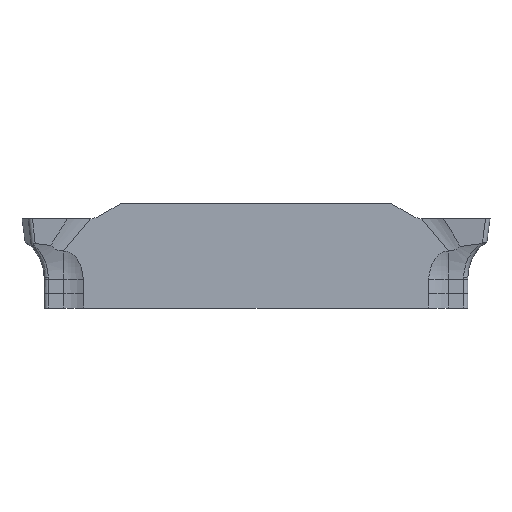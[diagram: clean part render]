
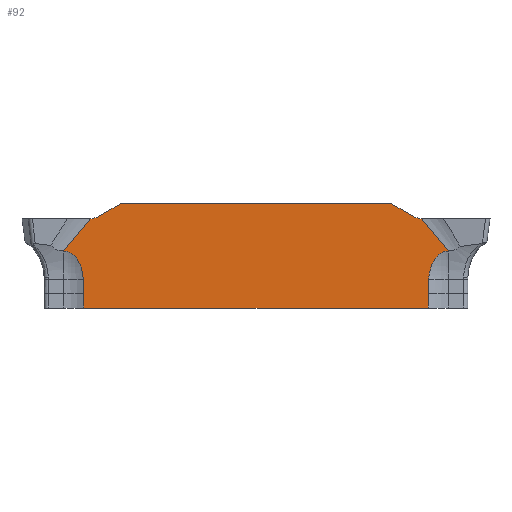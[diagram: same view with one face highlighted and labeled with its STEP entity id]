
A CAD part, left-side view. The second image highlights one B-rep face of the part: STEP entity #92.
In plain terms, the highlighted planar face has unit normal (-1, 0, 0).
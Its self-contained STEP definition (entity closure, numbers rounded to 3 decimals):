
#92=ADVANCED_FACE('',(#184),#160,.T.);
#160=PLANE('',#1415);
#184=FACE_OUTER_BOUND('',#252,.T.);
#252=EDGE_LOOP('',(#323,#324,#325,#326,#327,#328,#329,#330,#331,#332,#333,
#334,#335,#336));
#323=ORIENTED_EDGE('',*,*,#791,.F.);
#324=ORIENTED_EDGE('',*,*,#792,.T.);
#325=ORIENTED_EDGE('',*,*,#793,.F.);
#326=ORIENTED_EDGE('',*,*,#794,.T.);
#327=ORIENTED_EDGE('',*,*,#795,.T.);
#328=ORIENTED_EDGE('',*,*,#796,.T.);
#329=ORIENTED_EDGE('',*,*,#790,.F.);
#330=ORIENTED_EDGE('',*,*,#797,.T.);
#331=ORIENTED_EDGE('',*,*,#798,.F.);
#332=ORIENTED_EDGE('',*,*,#799,.F.);
#333=ORIENTED_EDGE('',*,*,#800,.F.);
#334=ORIENTED_EDGE('',*,*,#801,.F.);
#335=ORIENTED_EDGE('',*,*,#802,.F.);
#336=ORIENTED_EDGE('',*,*,#803,.T.);
#676=VERTEX_POINT('',#1944);
#678=VERTEX_POINT('',#1948);
#679=VERTEX_POINT('',#1952);
#680=VERTEX_POINT('',#1953);
#681=VERTEX_POINT('',#1958);
#682=VERTEX_POINT('',#1975);
#683=VERTEX_POINT('',#1977);
#684=VERTEX_POINT('',#1979);
#685=VERTEX_POINT('',#1982);
#686=VERTEX_POINT('',#1984);
#687=VERTEX_POINT('',#1986);
#688=VERTEX_POINT('',#2003);
#689=VERTEX_POINT('',#2008);
#690=VERTEX_POINT('',#2010);
#790=EDGE_CURVE('',#678,#676,#1167,.T.);
#791=EDGE_CURVE('',#679,#680,#1168,.T.);
#792=EDGE_CURVE('',#679,#681,#977,.T.);
#793=EDGE_CURVE('',#682,#681,#978,.T.);
#794=EDGE_CURVE('',#682,#683,#1169,.T.);
#795=EDGE_CURVE('',#683,#684,#1035,.T.);
#796=EDGE_CURVE('',#684,#676,#1170,.T.);
#797=EDGE_CURVE('',#678,#685,#1171,.T.);
#798=EDGE_CURVE('',#686,#685,#1036,.T.);
#799=EDGE_CURVE('',#687,#686,#1172,.T.);
#800=EDGE_CURVE('',#688,#687,#979,.T.);
#801=EDGE_CURVE('',#689,#688,#980,.T.);
#802=EDGE_CURVE('',#690,#689,#1173,.T.);
#803=EDGE_CURVE('',#690,#680,#1174,.T.);
#977=B_SPLINE_CURVE_WITH_KNOTS('',3,(#1954,#1955,#1956,#1957),
 .UNSPECIFIED.,.F.,.F.,(4,4),(0.,1.),.UNSPECIFIED.);
#978=B_SPLINE_CURVE_WITH_KNOTS('',3,(#1959,#1960,#1961,#1962,#1963,#1964,
#1965,#1966,#1967,#1968,#1969,#1970,#1971,#1972,#1973,#1974),
 .UNSPECIFIED.,.F.,.F.,(4,3,3,3,3,4),(0.,0.137,0.273,
0.468,0.758,1.),.UNSPECIFIED.);
#979=B_SPLINE_CURVE_WITH_KNOTS('',3,(#1987,#1988,#1989,#1990,#1991,#1992,
#1993,#1994,#1995,#1996,#1997,#1998,#1999,#2000,#2001,#2002),
 .UNSPECIFIED.,.F.,.F.,(4,3,3,3,3,4),(0.,0.334,0.588,
0.759,0.896,1.),.UNSPECIFIED.);
#980=B_SPLINE_CURVE_WITH_KNOTS('',3,(#2004,#2005,#2006,#2007),
 .UNSPECIFIED.,.F.,.F.,(4,4),(0.,1.),.UNSPECIFIED.);
#1035=CIRCLE('',#1413,0.8);
#1036=CIRCLE('',#1414,0.8);
#1167=LINE('',#1949,#1255);
#1168=LINE('',#1951,#1256);
#1169=LINE('',#1976,#1257);
#1170=LINE('',#1980,#1258);
#1171=LINE('',#1981,#1259);
#1172=LINE('',#1985,#1260);
#1173=LINE('',#2009,#1261);
#1174=LINE('',#2011,#1262);
#1255=VECTOR('',#1555,1.);
#1256=VECTOR('',#1558,1.);
#1257=VECTOR('',#1559,1.);
#1258=VECTOR('',#1562,1.);
#1259=VECTOR('',#1563,1.);
#1260=VECTOR('',#1566,1.);
#1261=VECTOR('',#1567,1.);
#1262=VECTOR('',#1568,1.);
#1413=AXIS2_PLACEMENT_3D('',#1978,#1560,#1561);
#1414=AXIS2_PLACEMENT_3D('',#1983,#1564,#1565);
#1415=AXIS2_PLACEMENT_3D('',#2012,#1569,#1570);
#1555=DIRECTION('',(0.,-1.,0.));
#1558=DIRECTION('',(0.,0.,-1.));
#1559=DIRECTION('',(0.,0.643,0.766));
#1560=DIRECTION('',(1.,0.,0.));
#1561=DIRECTION('',(0.,0.03,-1.));
#1562=DIRECTION('',(0.,0.866,0.5));
#1563=DIRECTION('',(0.,0.866,-0.5));
#1564=DIRECTION('',(-1.,0.,0.));
#1565=DIRECTION('',(0.,-0.03,-1.));
#1566=DIRECTION('',(0.,-0.643,0.766));
#1567=DIRECTION('',(0.,0.,1.));
#1568=DIRECTION('',(0.,-1.,0.));
#1569=DIRECTION('',(-1.,0.,0.));
#1570=DIRECTION('',(0.,1.,0.));
#1944=CARTESIAN_POINT('',(-1.,3.971,0.708));
#1948=CARTESIAN_POINT('',(-1.,17.034,0.708));
#1949=CARTESIAN_POINT('',(-1.,17.034,0.708));
#1951=CARTESIAN_POINT('',(-1.,2.213,-3.602));
#1952=CARTESIAN_POINT('',(-1.,2.213,-3.602));
#1953=CARTESIAN_POINT('',(-1.,2.213,-4.3));
#1954=CARTESIAN_POINT('',(-1.,2.213,-3.602));
#1955=CARTESIAN_POINT('',(-1.,2.206,-3.377));
#1956=CARTESIAN_POINT('',(-1.,2.199,-3.151));
#1957=CARTESIAN_POINT('',(-1.,2.192,-2.926));
#1958=CARTESIAN_POINT('',(-1.,2.192,-2.926));
#1959=CARTESIAN_POINT('',(-1.,1.251,-1.553));
#1960=CARTESIAN_POINT('',(-1.,1.334,-1.554));
#1961=CARTESIAN_POINT('',(-1.,1.418,-1.572));
#1962=CARTESIAN_POINT('',(-1.,1.495,-1.603));
#1963=CARTESIAN_POINT('',(-1.,1.571,-1.634));
#1964=CARTESIAN_POINT('',(-1.,1.643,-1.678));
#1965=CARTESIAN_POINT('',(-1.,1.707,-1.731));
#1966=CARTESIAN_POINT('',(-1.,1.797,-1.807));
#1967=CARTESIAN_POINT('',(-1.,1.874,-1.9));
#1968=CARTESIAN_POINT('',(-1.,1.937,-2.001));
#1969=CARTESIAN_POINT('',(-1.,2.029,-2.15));
#1970=CARTESIAN_POINT('',(-1.,2.093,-2.318));
#1971=CARTESIAN_POINT('',(-1.,2.134,-2.488));
#1972=CARTESIAN_POINT('',(-1.,2.168,-2.631));
#1973=CARTESIAN_POINT('',(-1.,2.187,-2.779));
#1974=CARTESIAN_POINT('',(-1.,2.192,-2.926));
#1975=CARTESIAN_POINT('',(-1.,1.251,-1.553));
#1976=CARTESIAN_POINT('',(-1.,1.251,-1.553));
#1977=CARTESIAN_POINT('',(-1.,2.555,0.));
#1978=CARTESIAN_POINT('',(-1.,2.531,0.8));
#1979=CARTESIAN_POINT('',(-1.,2.931,0.107));
#1980=CARTESIAN_POINT('',(-1.,2.931,0.107));
#1981=CARTESIAN_POINT('',(-1.,17.034,0.708));
#1982=CARTESIAN_POINT('',(-1.,18.075,0.107));
#1983=CARTESIAN_POINT('',(-1.,18.475,0.8));
#1984=CARTESIAN_POINT('',(-1.,18.45,0.));
#1985=CARTESIAN_POINT('',(-1.,19.754,-1.553));
#1986=CARTESIAN_POINT('',(-1.,19.754,-1.553));
#1987=CARTESIAN_POINT('',(-1.,18.813,-2.926));
#1988=CARTESIAN_POINT('',(-1.,18.82,-2.724));
#1989=CARTESIAN_POINT('',(-1.,18.853,-2.52));
#1990=CARTESIAN_POINT('',(-1.,18.917,-2.328));
#1991=CARTESIAN_POINT('',(-1.,18.966,-2.183));
#1992=CARTESIAN_POINT('',(-1.,19.034,-2.041));
#1993=CARTESIAN_POINT('',(-1.,19.125,-1.917));
#1994=CARTESIAN_POINT('',(-1.,19.187,-1.834));
#1995=CARTESIAN_POINT('',(-1.,19.26,-1.757));
#1996=CARTESIAN_POINT('',(-1.,19.344,-1.696));
#1997=CARTESIAN_POINT('',(-1.,19.411,-1.647));
#1998=CARTESIAN_POINT('',(-1.,19.486,-1.608));
#1999=CARTESIAN_POINT('',(-1.,19.566,-1.583));
#2000=CARTESIAN_POINT('',(-1.,19.626,-1.564));
#2001=CARTESIAN_POINT('',(-1.,19.691,-1.554));
#2002=CARTESIAN_POINT('',(-1.,19.754,-1.553));
#2003=CARTESIAN_POINT('',(-1.,18.813,-2.926));
#2004=CARTESIAN_POINT('',(-1.,18.792,-3.602));
#2005=CARTESIAN_POINT('',(-1.,18.799,-3.377));
#2006=CARTESIAN_POINT('',(-1.,18.806,-3.151));
#2007=CARTESIAN_POINT('',(-1.,18.813,-2.926));
#2008=CARTESIAN_POINT('',(-1.,18.792,-3.602));
#2009=CARTESIAN_POINT('',(-1.,18.792,-4.3));
#2010=CARTESIAN_POINT('',(-1.,18.792,-4.3));
#2011=CARTESIAN_POINT('',(-1.,18.792,-4.3));
#2012=CARTESIAN_POINT('',(-1.,10.095,0.708));
